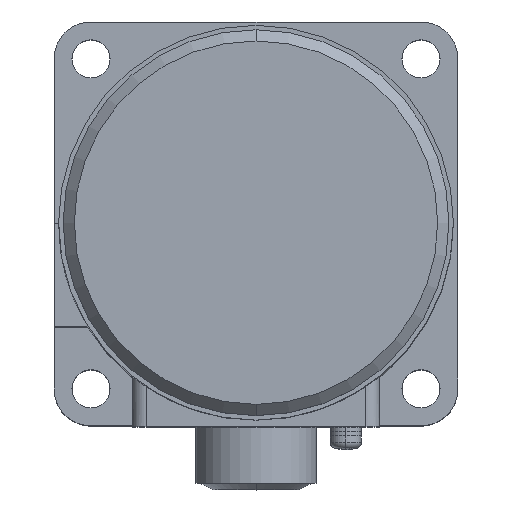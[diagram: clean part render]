
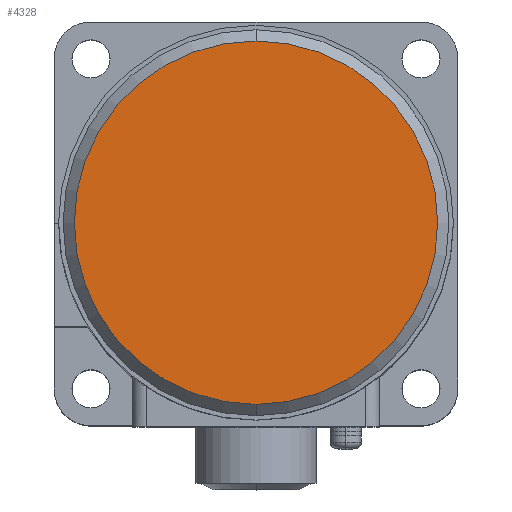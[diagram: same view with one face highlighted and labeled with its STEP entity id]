
A CAD part, top view. The second image highlights one B-rep face of the part: STEP entity #4328.
In plain terms, the highlighted planar face has unit normal (0, 0, 1).
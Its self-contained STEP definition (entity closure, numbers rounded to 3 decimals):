
#428 = EDGE_CURVE ( 'NONE', #5387, #753, #5614, .T. ) ;
#753 = VERTEX_POINT ( 'NONE', #5438 ) ;
#931 = AXIS2_PLACEMENT_3D ( 'NONE', #3689, #6322, #5782 ) ;
#1292 = ORIENTED_EDGE ( 'NONE', *, *, #1830, .T. ) ;
#1435 = EDGE_LOOP ( 'NONE', ( #6542, #1292 ) ) ;
#1830 = EDGE_CURVE ( 'NONE', #753, #5387, #4626, .T. ) ;
#2221 = AXIS2_PLACEMENT_3D ( 'NONE', #5800, #5096, #4400 ) ;
#2758 = FACE_OUTER_BOUND ( 'NONE', #1435, .T. ) ;
#3320 = CARTESIAN_POINT ( 'NONE',  ( 0., 0., 164. ) ) ;
#3689 = CARTESIAN_POINT ( 'NONE',  ( 0., 0., 164. ) ) ;
#4328 = ADVANCED_FACE ( 'NONE', ( #2758 ), #6494, .T. ) ;
#4400 = DIRECTION ( 'NONE',  ( 0., -1., 0. ) ) ;
#4626 = CIRCLE ( 'NONE', #5395, 40.5 ) ;
#5096 = DIRECTION ( 'NONE',  ( 0., 0., 1. ) ) ;
#5387 = VERTEX_POINT ( 'NONE', #6500 ) ;
#5395 = AXIS2_PLACEMENT_3D ( 'NONE', #3320, #5874, #6452 ) ;
#5438 = CARTESIAN_POINT ( 'NONE',  ( 0., -40.5, 164. ) ) ;
#5614 = CIRCLE ( 'NONE', #931, 40.5 ) ;
#5782 = DIRECTION ( 'NONE',  ( 0., -1., 0. ) ) ;
#5800 = CARTESIAN_POINT ( 'NONE',  ( 0., 0., 164. ) ) ;
#5874 = DIRECTION ( 'NONE',  ( 0., 0., 1. ) ) ;
#6322 = DIRECTION ( 'NONE',  ( 0., 0., 1. ) ) ;
#6452 = DIRECTION ( 'NONE',  ( 0., -1., 0. ) ) ;
#6494 = PLANE ( 'NONE',  #2221 ) ;
#6500 = CARTESIAN_POINT ( 'NONE',  ( 0., 40.5, 164. ) ) ;
#6542 = ORIENTED_EDGE ( 'NONE', *, *, #428, .T. ) ;
